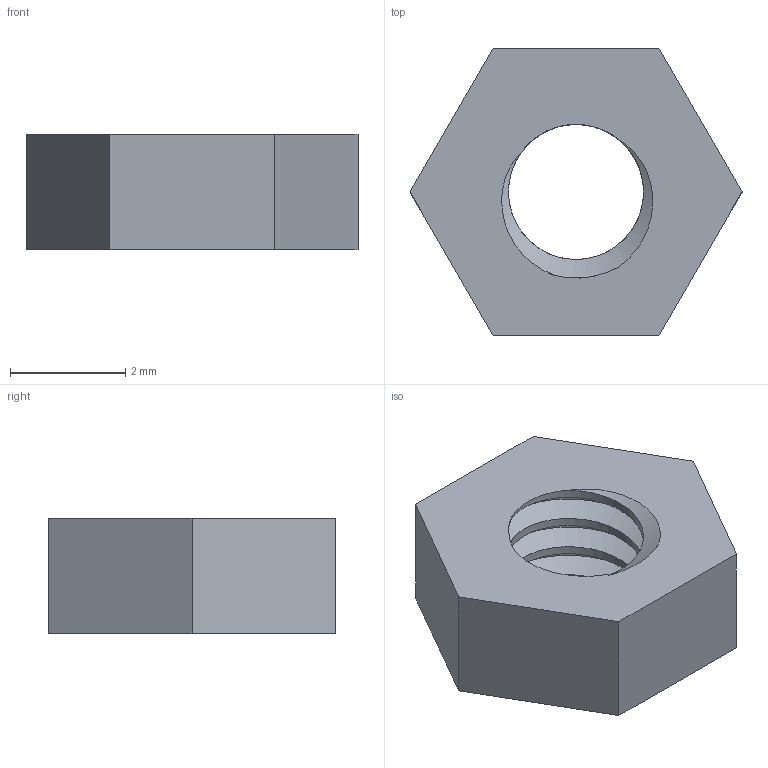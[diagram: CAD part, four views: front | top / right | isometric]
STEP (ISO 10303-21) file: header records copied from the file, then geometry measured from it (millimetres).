
FILE_DESCRIPTION (( 'STEP AP214' ), '1' );
FILE_NAME ('Nylon nut M3.STEP', '2021-06-04T11:10:08', ( '' ), ( '' ), 'SwSTEP 2.0', 'SolidWorks 2016', '' );
FILE_SCHEMA (( 'AUTOMOTIVE_DESIGN' ));
Length unit declared in the file: millimetre
Products named in the file (2): Nylon nut M3
Bounding box: 5.77 x 5 x 2 mm (x, y, z)
Volume: 32.3 mm3; surface area: 94.1 mm2
Topology: 1 solids, 1 shells, 19 faces, 50 edges, 33 vertices
Faces by surface type: cylinder 8, plane 8, bspline 3
Entity records: 1181 total; most frequent: CARTESIAN_POINT 729, ORIENTED_EDGE 100, DIRECTION 65, EDGE_CURVE 50, VERTEX_POINT 33, VECTOR 25, LINE 25, EDGE_LOOP 21
